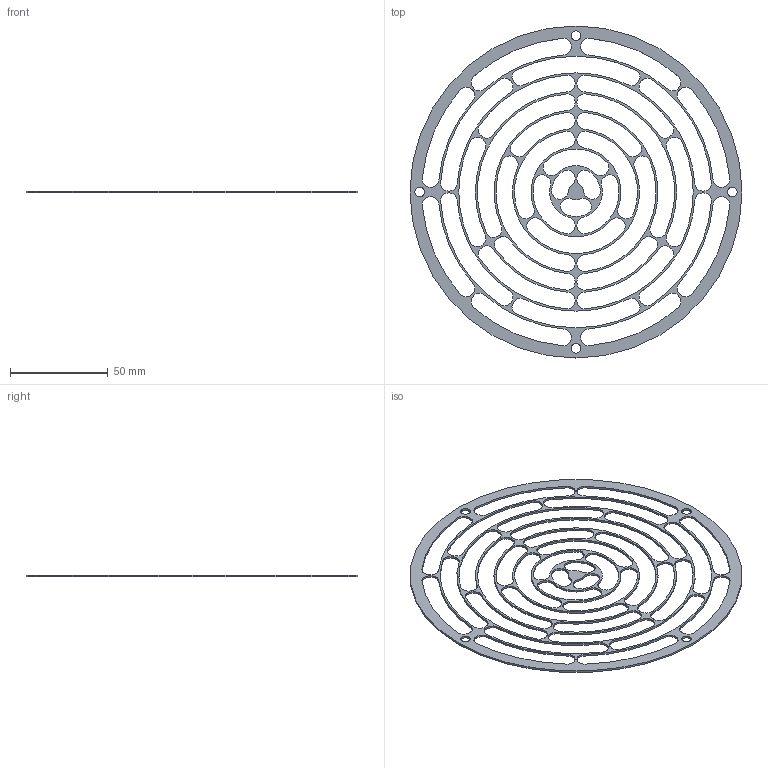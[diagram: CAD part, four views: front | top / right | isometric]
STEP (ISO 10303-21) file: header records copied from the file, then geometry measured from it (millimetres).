
FILE_DESCRIPTION (( 'STEP AP203' ), '1' );
FILE_NAME ('H349_5RE1512_Rete aspirante INOX DIC 120.STEP', '2022-02-25T14:46:22', ( '' ), ( '' ), 'SwSTEP 2.0', 'SolidWorks 2018', '' );
FILE_SCHEMA (( 'CONFIG_CONTROL_DESIGN' ));
Length unit declared in the file: millimetre
Products named in the file (1): H349_5RE1512_Rete aspirante INOX DIC 120
Bounding box: 170 x 170 x 1 mm (x, y, z)
Volume: 5863.4 mm3; surface area: 16760.9 mm2
Topology: 1 solids, 1 shells, 303 faces, 903 edges, 602 vertices
Faces by surface type: cylinder 227, plane 76
Full cylindrical faces by diameter (mm): 5 x4, 170 x1
Entity records: 10627 total; most frequent: DIRECTION 1960, CARTESIAN_POINT 1804, ORIENTED_EDGE 1796, EDGE_CURVE 898, AXIS2_PLACEMENT_3D 758, VERTEX_POINT 602, CIRCLE 454, VECTOR 444
